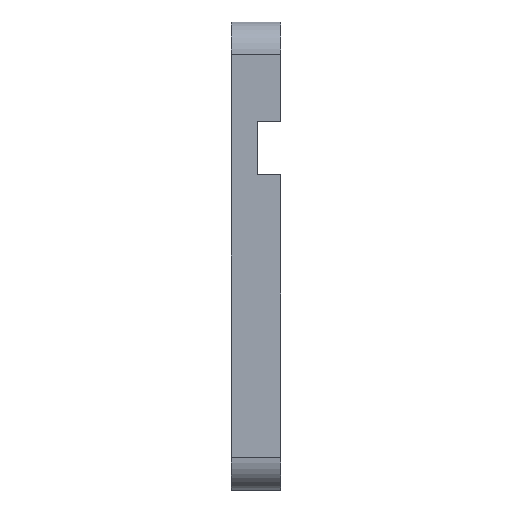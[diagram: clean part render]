
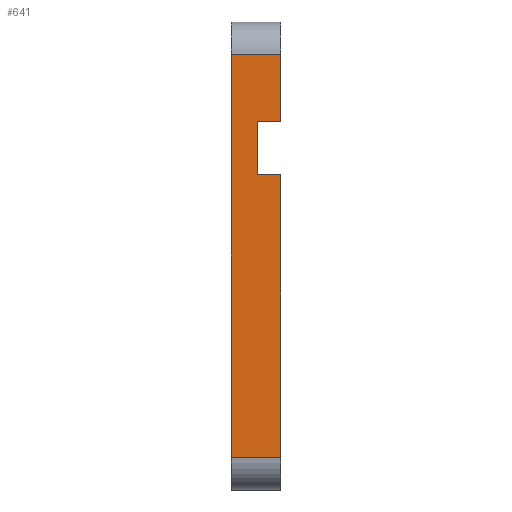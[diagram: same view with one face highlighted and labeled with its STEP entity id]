
A CAD part, left-side view. The second image highlights one B-rep face of the part: STEP entity #641.
In plain terms, the highlighted planar face has unit normal (-1, 0, 0).
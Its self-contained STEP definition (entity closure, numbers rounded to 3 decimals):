
#8 = DIRECTION ( 'NONE',  ( 0., -1., 0. ) ) ;
#47 = CARTESIAN_POINT ( 'NONE',  ( -45., 6.35, -25.825 ) ) ;
#59 = EDGE_CURVE ( 'NONE', #645, #1436, #996, .T. ) ;
#96 = EDGE_CURVE ( 'NONE', #1387, #206, #148, .T. ) ;
#129 = ORIENTED_EDGE ( 'NONE', *, *, #462, .F. ) ;
#138 = EDGE_CURVE ( 'NONE', #771, #733, #857, .T. ) ;
#148 = LINE ( 'NONE', #47, #595 ) ;
#165 = LINE ( 'NONE', #227, #838 ) ;
#206 = VERTEX_POINT ( 'NONE', #969 ) ;
#227 = CARTESIAN_POINT ( 'NONE',  ( -45., 6.35, 25.825 ) ) ;
#264 = PLANE ( 'NONE',  #868 ) ;
#276 = VECTOR ( 'NONE', #1359, 1000. ) ;
#331 = ORIENTED_EDGE ( 'NONE', *, *, #96, .T. ) ;
#340 = CARTESIAN_POINT ( 'NONE',  ( -45., 2.95, 17.225 ) ) ;
#348 = EDGE_CURVE ( 'NONE', #1387, #1339, #563, .T. ) ;
#375 = CARTESIAN_POINT ( 'NONE',  ( -45., 0., 17.225 ) ) ;
#395 = EDGE_LOOP ( 'NONE', ( #129, #434, #675, #1403, #1069, #331, #943, #662 ) ) ;
#403 = VERTEX_POINT ( 'NONE', #1217 ) ;
#421 = DIRECTION ( 'NONE',  ( 0., 0., 1. ) ) ;
#423 = VECTOR ( 'NONE', #819, 1000. ) ;
#434 = ORIENTED_EDGE ( 'NONE', *, *, #991, .F. ) ;
#462 = EDGE_CURVE ( 'NONE', #403, #771, #659, .T. ) ;
#476 = DIRECTION ( 'NONE',  ( 0., 0., -1. ) ) ;
#480 = CARTESIAN_POINT ( 'NONE',  ( -45., 6.35, -25.825 ) ) ;
#499 = DIRECTION ( 'NONE',  ( 0., -1., 0. ) ) ;
#508 = FACE_OUTER_BOUND ( 'NONE', #395, .T. ) ;
#542 = CARTESIAN_POINT ( 'NONE',  ( -45., 0., 25.825 ) ) ;
#547 = VECTOR ( 'NONE', #1345, 1000. ) ;
#563 = LINE ( 'NONE', #1106, #689 ) ;
#567 = LINE ( 'NONE', #1039, #276 ) ;
#595 = VECTOR ( 'NONE', #1072, 1000. ) ;
#599 = DIRECTION ( 'NONE',  ( 1., 0., 0. ) ) ;
#623 = EDGE_CURVE ( 'NONE', #206, #733, #900, .T. ) ;
#641 = ADVANCED_FACE ( 'NONE', ( #508 ), #264, .F. ) ;
#645 = VERTEX_POINT ( 'NONE', #375 ) ;
#659 = LINE ( 'NONE', #340, #547 ) ;
#662 = ORIENTED_EDGE ( 'NONE', *, *, #138, .F. ) ;
#675 = ORIENTED_EDGE ( 'NONE', *, *, #59, .T. ) ;
#689 = VECTOR ( 'NONE', #421, 1000. ) ;
#709 = DIRECTION ( 'NONE',  ( 0., 0., 1. ) ) ;
#733 = VERTEX_POINT ( 'NONE', #1385 ) ;
#762 = CARTESIAN_POINT ( 'NONE',  ( -45., 6.35, -25.825 ) ) ;
#771 = VERTEX_POINT ( 'NONE', #797 ) ;
#797 = CARTESIAN_POINT ( 'NONE',  ( -45., 2.95, 10.425 ) ) ;
#819 = DIRECTION ( 'NONE',  ( 0., 0., 1. ) ) ;
#838 = VECTOR ( 'NONE', #8, 1000. ) ;
#839 = CARTESIAN_POINT ( 'NONE',  ( -45., 2.95, 10.425 ) ) ;
#857 = LINE ( 'NONE', #839, #1288 ) ;
#868 = AXIS2_PLACEMENT_3D ( 'NONE', #480, #599, #476 ) ;
#900 = LINE ( 'NONE', #1360, #423 ) ;
#943 = ORIENTED_EDGE ( 'NONE', *, *, #623, .T. ) ;
#969 = CARTESIAN_POINT ( 'NONE',  ( -45., 0., -25.825 ) ) ;
#988 = CARTESIAN_POINT ( 'NONE',  ( -45., 6.35, 25.825 ) ) ;
#991 = EDGE_CURVE ( 'NONE', #645, #403, #567, .T. ) ;
#996 = LINE ( 'NONE', #1166, #1329 ) ;
#1039 = CARTESIAN_POINT ( 'NONE',  ( -45., 2.95, 17.225 ) ) ;
#1069 = ORIENTED_EDGE ( 'NONE', *, *, #348, .F. ) ;
#1072 = DIRECTION ( 'NONE',  ( 0., -1., 0. ) ) ;
#1106 = CARTESIAN_POINT ( 'NONE',  ( -45., 6.35, -25.825 ) ) ;
#1166 = CARTESIAN_POINT ( 'NONE',  ( -45., 0., -25.825 ) ) ;
#1217 = CARTESIAN_POINT ( 'NONE',  ( -45., 2.95, 17.225 ) ) ;
#1288 = VECTOR ( 'NONE', #499, 1000. ) ;
#1290 = EDGE_CURVE ( 'NONE', #1339, #1436, #165, .T. ) ;
#1329 = VECTOR ( 'NONE', #709, 1000. ) ;
#1339 = VERTEX_POINT ( 'NONE', #988 ) ;
#1345 = DIRECTION ( 'NONE',  ( 0., 0., -1. ) ) ;
#1359 = DIRECTION ( 'NONE',  ( 0., 1., 0. ) ) ;
#1360 = CARTESIAN_POINT ( 'NONE',  ( -45., 0., -25.825 ) ) ;
#1385 = CARTESIAN_POINT ( 'NONE',  ( -45., 0., 10.425 ) ) ;
#1387 = VERTEX_POINT ( 'NONE', #762 ) ;
#1403 = ORIENTED_EDGE ( 'NONE', *, *, #1290, .F. ) ;
#1436 = VERTEX_POINT ( 'NONE', #542 ) ;
